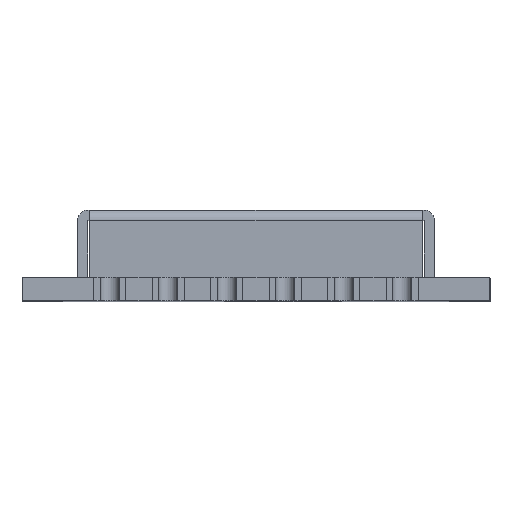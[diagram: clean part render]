
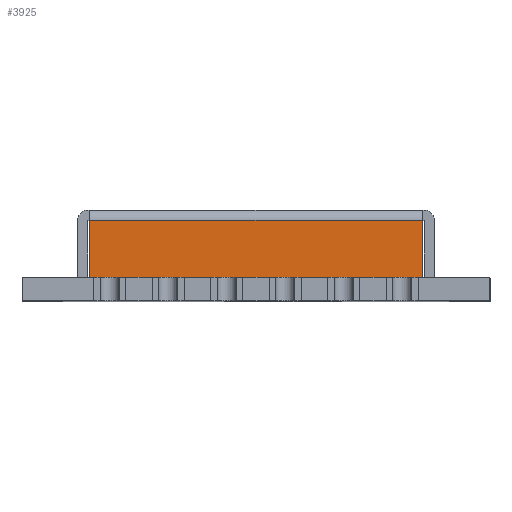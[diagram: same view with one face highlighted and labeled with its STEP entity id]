
A CAD part, top view. The second image highlights one B-rep face of the part: STEP entity #3925.
In plain terms, the highlighted planar face has unit normal (0, 0, 1).
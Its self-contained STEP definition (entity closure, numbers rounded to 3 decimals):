
#240 = EDGE_CURVE ( 'NONE', #12804, #2850, #7839, .T. ) ;
#1182 = VERTEX_POINT ( 'NONE', #4669 ) ;
#1228 = CARTESIAN_POINT ( 'NONE',  ( -6.1, 0.8, 10.8 ) ) ;
#1594 = EDGE_LOOP ( 'NONE', ( #4400, #12842, #11374, #13034 ) ) ;
#1608 = EDGE_CURVE ( 'NONE', #2850, #9615, #9120, .T. ) ;
#2268 = LINE ( 'NONE', #8167, #7717 ) ;
#2386 = VECTOR ( 'NONE', #11455, 1000. ) ;
#2850 = VERTEX_POINT ( 'NONE', #12634 ) ;
#3389 = DIRECTION ( 'NONE',  ( 1., 0., 0. ) ) ;
#3540 = CARTESIAN_POINT ( 'NONE',  ( -6.1, 3.1, 10.8 ) ) ;
#3925 = ADVANCED_FACE ( 'NONE', ( #6018 ), #9630, .F. ) ;
#4040 = LINE ( 'NONE', #1228, #11852 ) ;
#4193 = CARTESIAN_POINT ( 'NONE',  ( -5.679, 3.1, 10.8 ) ) ;
#4400 = ORIENTED_EDGE ( 'NONE', *, *, #6740, .T. ) ;
#4669 = CARTESIAN_POINT ( 'NONE',  ( 5.679, 0.8, 10.8 ) ) ;
#5836 = CARTESIAN_POINT ( 'NONE',  ( 5.679, 2.745, 10.8 ) ) ;
#6018 = FACE_OUTER_BOUND ( 'NONE', #1594, .T. ) ;
#6740 = EDGE_CURVE ( 'NONE', #1182, #12804, #2268, .T. ) ;
#7717 = VECTOR ( 'NONE', #10234, 1000. ) ;
#7832 = AXIS2_PLACEMENT_3D ( 'NONE', #3540, #12803, #10676 ) ;
#7839 = LINE ( 'NONE', #9830, #8014 ) ;
#8014 = VECTOR ( 'NONE', #8670, 1000. ) ;
#8167 = CARTESIAN_POINT ( 'NONE',  ( 5.679, 3.1, 10.8 ) ) ;
#8470 = EDGE_CURVE ( 'NONE', #9615, #1182, #4040, .T. ) ;
#8670 = DIRECTION ( 'NONE',  ( -1., 0., 0. ) ) ;
#9120 = LINE ( 'NONE', #4193, #2386 ) ;
#9615 = VERTEX_POINT ( 'NONE', #10362 ) ;
#9630 = PLANE ( 'NONE',  #7832 ) ;
#9830 = CARTESIAN_POINT ( 'NONE',  ( -6.1, 2.745, 10.8 ) ) ;
#10234 = DIRECTION ( 'NONE',  ( 0., 1., 0. ) ) ;
#10362 = CARTESIAN_POINT ( 'NONE',  ( -5.679, 0.8, 10.8 ) ) ;
#10676 = DIRECTION ( 'NONE',  ( -1., 0., 0. ) ) ;
#11374 = ORIENTED_EDGE ( 'NONE', *, *, #1608, .T. ) ;
#11455 = DIRECTION ( 'NONE',  ( 0., -1., 0. ) ) ;
#11852 = VECTOR ( 'NONE', #3389, 1000. ) ;
#12634 = CARTESIAN_POINT ( 'NONE',  ( -5.679, 2.745, 10.8 ) ) ;
#12803 = DIRECTION ( 'NONE',  ( 0., 0., -1. ) ) ;
#12804 = VERTEX_POINT ( 'NONE', #5836 ) ;
#12842 = ORIENTED_EDGE ( 'NONE', *, *, #240, .T. ) ;
#13034 = ORIENTED_EDGE ( 'NONE', *, *, #8470, .T. ) ;
